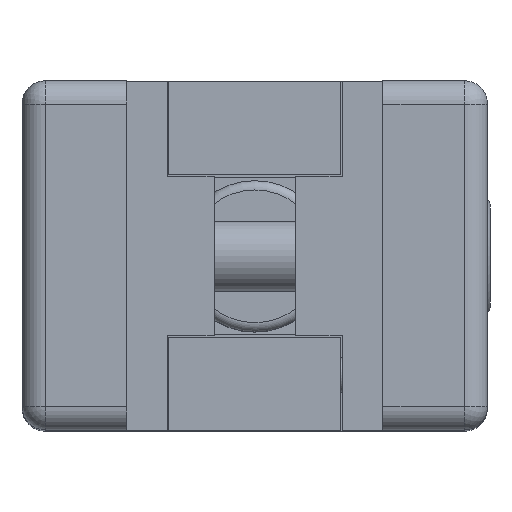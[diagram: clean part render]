
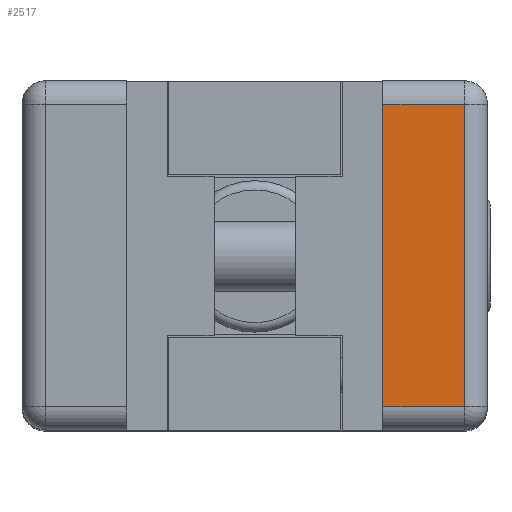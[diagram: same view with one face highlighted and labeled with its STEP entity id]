
A CAD part, top view. The second image highlights one B-rep face of the part: STEP entity #2517.
In plain terms, the highlighted face is planar.
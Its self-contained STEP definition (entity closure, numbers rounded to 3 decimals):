
#171=PLANE('',#2879);
#278=FACE_OUTER_BOUND('',#431,.T.);
#431=EDGE_LOOP('',(#1924,#1925,#1926,#1927));
#616=LINE('',#4071,#829);
#618=LINE('',#4077,#831);
#623=LINE('',#4094,#836);
#631=LINE('',#4109,#844);
#829=VECTOR('',#3298,10.);
#831=VECTOR('',#3304,10.);
#836=VECTOR('',#3321,10.);
#844=VECTOR('',#3333,10.);
#1156=VERTEX_POINT('',#4056);
#1161=VERTEX_POINT('',#4066);
#1162=VERTEX_POINT('',#4073);
#1169=VERTEX_POINT('',#4092);
#1439=EDGE_CURVE('',#1156,#1161,#616,.T.);
#1442=EDGE_CURVE('',#1161,#1162,#618,.T.);
#1450=EDGE_CURVE('',#1169,#1156,#623,.T.);
#1458=EDGE_CURVE('',#1169,#1162,#631,.T.);
#1924=ORIENTED_EDGE('',*,*,#1442,.F.);
#1925=ORIENTED_EDGE('',*,*,#1439,.F.);
#1926=ORIENTED_EDGE('',*,*,#1450,.F.);
#1927=ORIENTED_EDGE('',*,*,#1458,.T.);
#2517=ADVANCED_FACE('',(#278),#171,.T.);
#2879=AXIS2_PLACEMENT_3D('',#4108,#3331,#3332);
#3298=DIRECTION('',(0.,0.,-1.));
#3304=DIRECTION('',(0.,-1.,0.));
#3321=DIRECTION('',(0.,1.,0.));
#3331=DIRECTION('center_axis',(1.,0.,0.));
#3332=DIRECTION('ref_axis',(0.,1.,0.));
#3333=DIRECTION('',(0.,0.,-1.));
#4056=CARTESIAN_POINT('',(48.,10.5,13.));
#4066=CARTESIAN_POINT('',(48.,10.5,-13.));
#4071=CARTESIAN_POINT('',(48.,10.5,0.));
#4073=CARTESIAN_POINT('',(48.,3.5,-13.));
#4077=CARTESIAN_POINT('',(48.,4.5,-13.));
#4092=CARTESIAN_POINT('',(48.,3.5,13.));
#4094=CARTESIAN_POINT('',(48.,4.5,13.));
#4108=CARTESIAN_POINT('Origin',(48.,3.5,0.));
#4109=CARTESIAN_POINT('',(48.,3.5,0.));
